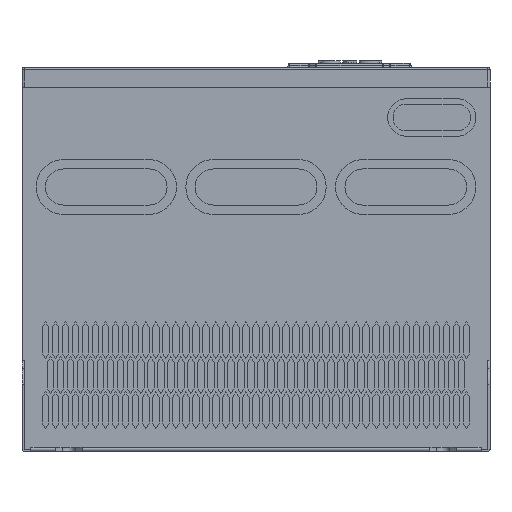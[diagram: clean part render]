
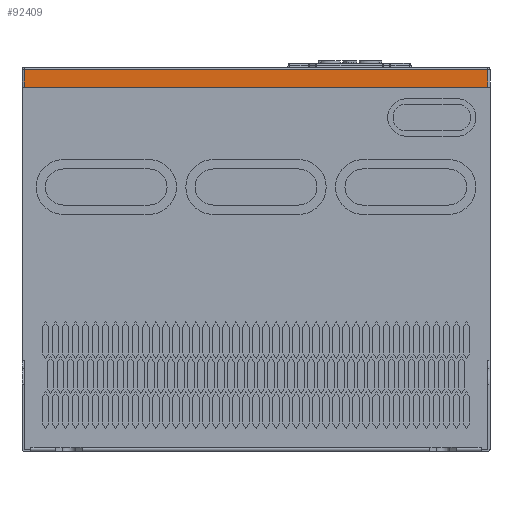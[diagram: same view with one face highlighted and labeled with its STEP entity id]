
A CAD part, front view. The second image highlights one B-rep face of the part: STEP entity #92409.
In plain terms, the highlighted planar face has unit normal (0, -1, 0).
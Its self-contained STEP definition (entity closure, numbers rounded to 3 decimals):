
#2314 = CARTESIAN_POINT ( 'NONE',  ( 348.5, -620., 272.2 ) ) ;
#3761 = DIRECTION ( 'NONE',  ( 0., 0., -1. ) ) ;
#7311 = DIRECTION ( 'NONE',  ( 0., 0., -1. ) ) ;
#12616 = AXIS2_PLACEMENT_3D ( 'NONE', #42309, #58508, #3761 ) ;
#13381 = VECTOR ( 'NONE', #7311, 1000. ) ;
#15722 = VERTEX_POINT ( 'NONE', #16715 ) ;
#16715 = CARTESIAN_POINT ( 'NONE',  ( 1.5, -620., 272.2 ) ) ;
#19964 = VECTOR ( 'NONE', #41342, 1000. ) ;
#22783 = CARTESIAN_POINT ( 'NONE',  ( 348.5, -620., 285.5 ) ) ;
#23251 = EDGE_LOOP ( 'NONE', ( #98620, #91919, #24058, #47625 ) ) ;
#24058 = ORIENTED_EDGE ( 'NONE', *, *, #99140, .F. ) ;
#26734 = VERTEX_POINT ( 'NONE', #22783 ) ;
#27886 = CARTESIAN_POINT ( 'NONE',  ( 1.5, -620., 285.5 ) ) ;
#31466 = EDGE_CURVE ( 'NONE', #44270, #15722, #62796, .T. ) ;
#33490 = LINE ( 'NONE', #27886, #75231 ) ;
#34836 = EDGE_CURVE ( 'NONE', #44270, #26734, #33490, .T. ) ;
#41342 = DIRECTION ( 'NONE',  ( 1., 0., 0. ) ) ;
#42309 = CARTESIAN_POINT ( 'NONE',  ( 0., -620., 287. ) ) ;
#44270 = VERTEX_POINT ( 'NONE', #62256 ) ;
#45335 = LINE ( 'NONE', #76776, #13381 ) ;
#47625 = ORIENTED_EDGE ( 'NONE', *, *, #34836, .F. ) ;
#49889 = FACE_OUTER_BOUND ( 'NONE', #23251, .T. ) ;
#50459 = LINE ( 'NONE', #2314, #19964 ) ;
#55660 = DIRECTION ( 'NONE',  ( 0., 0., -1. ) ) ;
#58508 = DIRECTION ( 'NONE',  ( 0., -1., 0. ) ) ;
#62256 = CARTESIAN_POINT ( 'NONE',  ( 1.5, -620., 285.5 ) ) ;
#62796 = LINE ( 'NONE', #94156, #68181 ) ;
#65140 = EDGE_CURVE ( 'NONE', #15722, #77219, #50459, .T. ) ;
#68181 = VECTOR ( 'NONE', #55660, 1000. ) ;
#75231 = VECTOR ( 'NONE', #89219, 1000. ) ;
#76776 = CARTESIAN_POINT ( 'NONE',  ( 348.5, -620., 285.5 ) ) ;
#77219 = VERTEX_POINT ( 'NONE', #83683 ) ;
#80799 = PLANE ( 'NONE',  #12616 ) ;
#83683 = CARTESIAN_POINT ( 'NONE',  ( 348.5, -620., 272.2 ) ) ;
#89219 = DIRECTION ( 'NONE',  ( 1., 0., 0. ) ) ;
#91919 = ORIENTED_EDGE ( 'NONE', *, *, #65140, .T. ) ;
#92409 = ADVANCED_FACE ( 'NONE', ( #49889 ), #80799, .T. ) ;
#94156 = CARTESIAN_POINT ( 'NONE',  ( 1.5, -620., 285.5 ) ) ;
#98620 = ORIENTED_EDGE ( 'NONE', *, *, #31466, .T. ) ;
#99140 = EDGE_CURVE ( 'NONE', #26734, #77219, #45335, .T. ) ;
